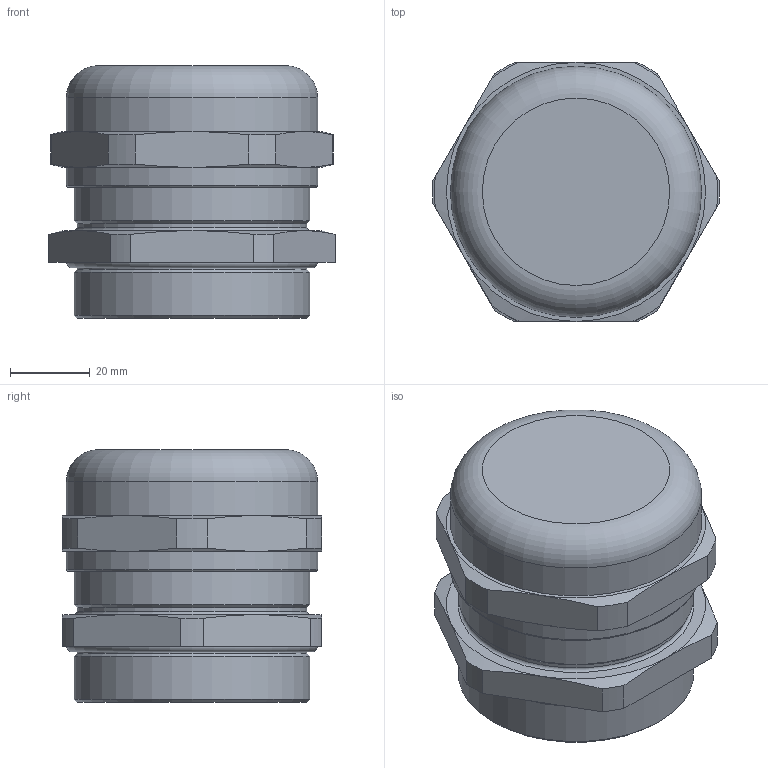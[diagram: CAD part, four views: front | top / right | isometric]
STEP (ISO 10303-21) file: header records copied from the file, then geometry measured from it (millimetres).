
FILE_DESCRIPTION((''),'2;1');
FILE_NAME('BSSC-10.stp','2012-10-08T12:34:10',('mustafa'),(''),'Autodesk Inventor 2013','Autodesk Inventor 2013','');
FILE_SCHEMA(('AUTOMOTIVE_DESIGN { 1 0 10303 214 1 1 1 1 }'));
Length unit declared in the file: inch
Products named in the file (1): PG 48 METAL RAKOR INOX TL14_Shrinkwrap_1
Bounding box: 71.97 x 65 x 63.34 mm (x, y, z)
Volume: 193924.5 mm3; surface area: 21145.6 mm2
Topology: 1 solids, 2 shells, 65 faces, 146 edges, 88 vertices
Faces by surface type: cone 21, plane 20, cylinder 19, torus 5
Full cylindrical faces by diameter (mm): 57.63 x3, 59.15 x2, 63 x2
Entity records: 1699 total; most frequent: CARTESIAN_POINT 351, DIRECTION 286, ORIENTED_EDGE 256, AXIS2_PLACEMENT_3D 128, EDGE_CURVE 128, EDGE_LOOP 86, VERTEX_POINT 85, FACE_OUTER_BOUND 65
